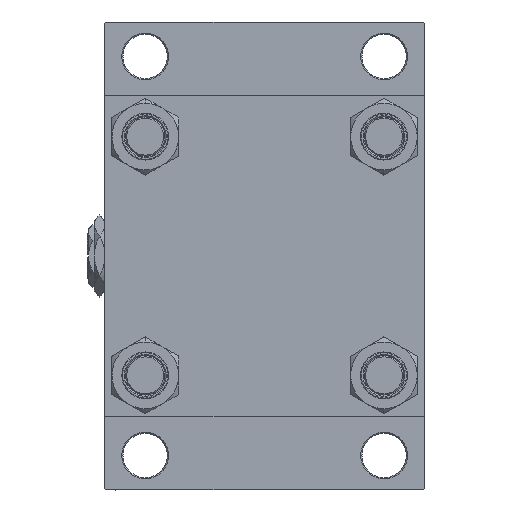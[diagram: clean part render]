
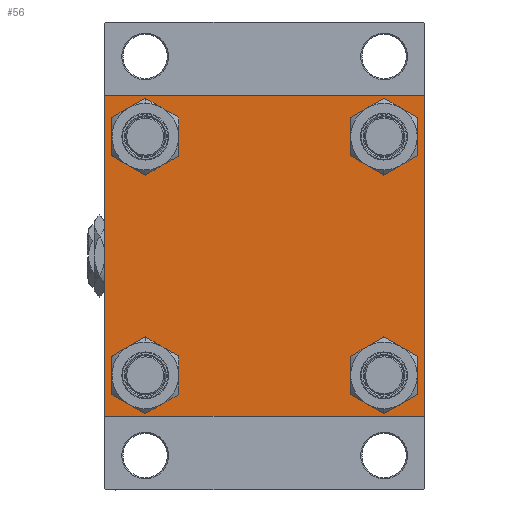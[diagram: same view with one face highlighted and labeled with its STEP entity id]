
A CAD part, left-side view. The second image highlights one B-rep face of the part: STEP entity #56.
In plain terms, the highlighted planar face has unit normal (-1, 0, 0).
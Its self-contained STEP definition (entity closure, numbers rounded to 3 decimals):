
#56 = ADVANCED_FACE ( 'NONE', ( #1293, #36279, #9840, #43836, #5315 ), #9340, .T. ) ;
#116 = ORIENTED_EDGE ( 'NONE', *, *, #17510, .T. ) ;
#183 = CARTESIAN_POINT ( 'NONE',  ( 0., 48.45, -56.95 ) ) ;
#322 = CARTESIAN_POINT ( 'NONE',  ( 0., -65., -64.5 ) ) ;
#435 = DIRECTION ( 'NONE',  ( 0., 0., -1. ) ) ;
#968 = EDGE_LOOP ( 'NONE', ( #31632, #47496, #10906, #31100, #11928, #116, #14699, #9140 ) ) ;
#1293 = FACE_BOUND ( 'NONE', #11064, .T. ) ;
#1963 = DIRECTION ( 'NONE',  ( 0., -0.707, 0.707 ) ) ;
#2514 = CIRCLE ( 'NONE', #41100, 8.5 ) ;
#2539 = VERTEX_POINT ( 'NONE', #6020 ) ;
#3295 = CARTESIAN_POINT ( 'NONE',  ( 0., -48.45, 39.95 ) ) ;
#3499 = CARTESIAN_POINT ( 'NONE',  ( 0., -48.45, 48.45 ) ) ;
#3821 = CIRCLE ( 'NONE', #7049, 8.5 ) ;
#3873 = VECTOR ( 'NONE', #435, 1000. ) ;
#4136 = CARTESIAN_POINT ( 'NONE',  ( 0., 64.5, 65. ) ) ;
#4729 = EDGE_CURVE ( 'NONE', #13927, #5077, #2514, .T. ) ;
#4869 = EDGE_CURVE ( 'NONE', #41825, #5822, #43524, .T. ) ;
#5030 = DIRECTION ( 'NONE',  ( 0., 0.707, -0.707 ) ) ;
#5077 = VERTEX_POINT ( 'NONE', #5189 ) ;
#5108 = ORIENTED_EDGE ( 'NONE', *, *, #14633, .T. ) ;
#5189 = CARTESIAN_POINT ( 'NONE',  ( 0., -48.45, 56.95 ) ) ;
#5315 = FACE_OUTER_BOUND ( 'NONE', #968, .T. ) ;
#5701 = ORIENTED_EDGE ( 'NONE', *, *, #23871, .T. ) ;
#5822 = VERTEX_POINT ( 'NONE', #183 ) ;
#6020 = CARTESIAN_POINT ( 'NONE',  ( 0., 48.45, 56.95 ) ) ;
#6098 = CARTESIAN_POINT ( 'NONE',  ( 0., 48.45, 48.45 ) ) ;
#6484 = VERTEX_POINT ( 'NONE', #8324 ) ;
#6803 = EDGE_LOOP ( 'NONE', ( #21050, #40045 ) ) ;
#7049 = AXIS2_PLACEMENT_3D ( 'NONE', #3499, #26165, #18864 ) ;
#8098 = EDGE_CURVE ( 'NONE', #5822, #41825, #24229, .T. ) ;
#8226 = LINE ( 'NONE', #46766, #3873 ) ;
#8324 = CARTESIAN_POINT ( 'NONE',  ( 0., 48.45, 39.95 ) ) ;
#9140 = ORIENTED_EDGE ( 'NONE', *, *, #48766, .T. ) ;
#9340 = PLANE ( 'NONE',  #15000 ) ;
#9723 = CARTESIAN_POINT ( 'NONE',  ( 0., 64.75, -64.75 ) ) ;
#9840 = FACE_BOUND ( 'NONE', #6803, .T. ) ;
#9881 = DIRECTION ( 'NONE',  ( 0., 0., 1. ) ) ;
#10725 = CARTESIAN_POINT ( 'NONE',  ( 0., 64.5, -65. ) ) ;
#10857 = CARTESIAN_POINT ( 'NONE',  ( 0., 48.45, -39.95 ) ) ;
#10875 = VERTEX_POINT ( 'NONE', #17690 ) ;
#10906 = ORIENTED_EDGE ( 'NONE', *, *, #12535, .T. ) ;
#11064 = EDGE_LOOP ( 'NONE', ( #11502, #25748 ) ) ;
#11331 = AXIS2_PLACEMENT_3D ( 'NONE', #12483, #46237, #12738 ) ;
#11339 = AXIS2_PLACEMENT_3D ( 'NONE', #43527, #16845, #23897 ) ;
#11502 = ORIENTED_EDGE ( 'NONE', *, *, #26365, .T. ) ;
#11541 = CIRCLE ( 'NONE', #26035, 8.5 ) ;
#11769 = CARTESIAN_POINT ( 'NONE',  ( 0., -64.5, 65. ) ) ;
#11799 = CARTESIAN_POINT ( 'NONE',  ( 0., -48.45, 48.45 ) ) ;
#11928 = ORIENTED_EDGE ( 'NONE', *, *, #23719, .F. ) ;
#12154 = CARTESIAN_POINT ( 'NONE',  ( 0., -65., 64.5 ) ) ;
#12483 = CARTESIAN_POINT ( 'NONE',  ( 0., 48.45, -48.45 ) ) ;
#12535 = EDGE_CURVE ( 'NONE', #42435, #44784, #36171, .T. ) ;
#12728 = VERTEX_POINT ( 'NONE', #4136 ) ;
#12738 = DIRECTION ( 'NONE',  ( 0., 0., 1. ) ) ;
#13735 = DIRECTION ( 'NONE',  ( 0., -1., 0. ) ) ;
#13911 = VERTEX_POINT ( 'NONE', #48658 ) ;
#13927 = VERTEX_POINT ( 'NONE', #3295 ) ;
#14633 = EDGE_CURVE ( 'NONE', #42130, #13911, #11541, .T. ) ;
#14699 = ORIENTED_EDGE ( 'NONE', *, *, #43470, .F. ) ;
#14992 = VECTOR ( 'NONE', #42662, 1000. ) ;
#15000 = AXIS2_PLACEMENT_3D ( 'NONE', #16644, #42631, #21183 ) ;
#16644 = CARTESIAN_POINT ( 'NONE',  ( 0., 0., 0. ) ) ;
#16845 = DIRECTION ( 'NONE',  ( 1., 0., 0. ) ) ;
#17510 = EDGE_CURVE ( 'NONE', #43589, #28659, #42044, .T. ) ;
#17690 = CARTESIAN_POINT ( 'NONE',  ( 0., 65., -64.5 ) ) ;
#18348 = CARTESIAN_POINT ( 'NONE',  ( 0., 65., 64.5 ) ) ;
#18864 = DIRECTION ( 'NONE',  ( 0., 0., 1. ) ) ;
#20553 = LINE ( 'NONE', #40414, #27930 ) ;
#21050 = ORIENTED_EDGE ( 'NONE', *, *, #4869, .T. ) ;
#21113 = DIRECTION ( 'NONE',  ( 1., 0., 0. ) ) ;
#21183 = DIRECTION ( 'NONE',  ( 0., 0., 1. ) ) ;
#21421 = AXIS2_PLACEMENT_3D ( 'NONE', #6098, #44382, #9881 ) ;
#22040 = CIRCLE ( 'NONE', #24458, 8.5 ) ;
#22903 = DIRECTION ( 'NONE',  ( 0., 0., 1. ) ) ;
#23719 = EDGE_CURVE ( 'NONE', #43589, #33177, #38630, .T. ) ;
#23871 = EDGE_CURVE ( 'NONE', #2539, #6484, #43103, .T. ) ;
#23897 = DIRECTION ( 'NONE',  ( 0., 0., 1. ) ) ;
#24060 = DIRECTION ( 'NONE',  ( 0., 0., 1. ) ) ;
#24229 = CIRCLE ( 'NONE', #11331, 8.5 ) ;
#24458 = AXIS2_PLACEMENT_3D ( 'NONE', #34685, #42492, #47044 ) ;
#24601 = EDGE_CURVE ( 'NONE', #44784, #33177, #39701, .T. ) ;
#24838 = LINE ( 'NONE', #9723, #43088 ) ;
#25408 = CARTESIAN_POINT ( 'NONE',  ( 0., -64.5, -65. ) ) ;
#25748 = ORIENTED_EDGE ( 'NONE', *, *, #4729, .T. ) ;
#26035 = AXIS2_PLACEMENT_3D ( 'NONE', #40155, #43688, #24060 ) ;
#26165 = DIRECTION ( 'NONE',  ( 1., 0., 0. ) ) ;
#26365 = EDGE_CURVE ( 'NONE', #5077, #13927, #3821, .T. ) ;
#26942 = CARTESIAN_POINT ( 'NONE',  ( 0., -64.75, 64.75 ) ) ;
#27854 = EDGE_LOOP ( 'NONE', ( #5701, #43782 ) ) ;
#27930 = VECTOR ( 'NONE', #13735, 1000. ) ;
#28522 = VERTEX_POINT ( 'NONE', #18348 ) ;
#28561 = VECTOR ( 'NONE', #42535, 1000. ) ;
#28650 = DIRECTION ( 'NONE',  ( 0., 0., 1. ) ) ;
#28659 = VERTEX_POINT ( 'NONE', #11769 ) ;
#28875 = DIRECTION ( 'NONE',  ( 0., -1., 0. ) ) ;
#29118 = CARTESIAN_POINT ( 'NONE',  ( 0., 65., -65. ) ) ;
#30764 = VECTOR ( 'NONE', #28875, 1000. ) ;
#31078 = CARTESIAN_POINT ( 'NONE',  ( 0., -65., 65. ) ) ;
#31100 = ORIENTED_EDGE ( 'NONE', *, *, #24601, .T. ) ;
#31632 = ORIENTED_EDGE ( 'NONE', *, *, #48181, .T. ) ;
#33177 = VERTEX_POINT ( 'NONE', #322 ) ;
#33469 = EDGE_LOOP ( 'NONE', ( #42752, #5108 ) ) ;
#34214 = DIRECTION ( 'NONE',  ( 1., 0., 0. ) ) ;
#34685 = CARTESIAN_POINT ( 'NONE',  ( 0., 48.45, 48.45 ) ) ;
#34805 = EDGE_CURVE ( 'NONE', #6484, #2539, #22040, .T. ) ;
#36171 = LINE ( 'NONE', #29118, #30764 ) ;
#36279 = FACE_BOUND ( 'NONE', #33469, .T. ) ;
#36498 = LINE ( 'NONE', #44310, #37656 ) ;
#36658 = DIRECTION ( 'NONE',  ( 0., -0.707, -0.707 ) ) ;
#37656 = VECTOR ( 'NONE', #5030, 1000. ) ;
#37975 = CARTESIAN_POINT ( 'NONE',  ( 0., -48.45, -56.95 ) ) ;
#38311 = VECTOR ( 'NONE', #1963, 1000. ) ;
#38630 = LINE ( 'NONE', #31078, #14992 ) ;
#39701 = LINE ( 'NONE', #47301, #38311 ) ;
#40045 = ORIENTED_EDGE ( 'NONE', *, *, #8098, .T. ) ;
#40054 = EDGE_CURVE ( 'NONE', #10875, #42435, #24838, .T. ) ;
#40155 = CARTESIAN_POINT ( 'NONE',  ( 0., -48.45, -48.45 ) ) ;
#40414 = CARTESIAN_POINT ( 'NONE',  ( 0., 65., 65. ) ) ;
#41100 = AXIS2_PLACEMENT_3D ( 'NONE', #11799, #34214, #22903 ) ;
#41825 = VERTEX_POINT ( 'NONE', #10857 ) ;
#42044 = LINE ( 'NONE', #26942, #28561 ) ;
#42130 = VERTEX_POINT ( 'NONE', #37975 ) ;
#42367 = EDGE_CURVE ( 'NONE', #13911, #42130, #46405, .T. ) ;
#42435 = VERTEX_POINT ( 'NONE', #10725 ) ;
#42492 = DIRECTION ( 'NONE',  ( 1., 0., 0. ) ) ;
#42535 = DIRECTION ( 'NONE',  ( 0., 0.707, 0.707 ) ) ;
#42631 = DIRECTION ( 'NONE',  ( -1., 0., 0. ) ) ;
#42662 = DIRECTION ( 'NONE',  ( 0., 0., -1. ) ) ;
#42752 = ORIENTED_EDGE ( 'NONE', *, *, #42367, .T. ) ;
#43088 = VECTOR ( 'NONE', #36658, 1000. ) ;
#43103 = CIRCLE ( 'NONE', #21421, 8.5 ) ;
#43470 = EDGE_CURVE ( 'NONE', #12728, #28659, #20553, .T. ) ;
#43524 = CIRCLE ( 'NONE', #11339, 8.5 ) ;
#43527 = CARTESIAN_POINT ( 'NONE',  ( 0., 48.45, -48.45 ) ) ;
#43589 = VERTEX_POINT ( 'NONE', #12154 ) ;
#43688 = DIRECTION ( 'NONE',  ( 1., 0., 0. ) ) ;
#43782 = ORIENTED_EDGE ( 'NONE', *, *, #34805, .T. ) ;
#43836 = FACE_BOUND ( 'NONE', #27854, .T. ) ;
#44310 = CARTESIAN_POINT ( 'NONE',  ( 0., 64.75, 64.75 ) ) ;
#44382 = DIRECTION ( 'NONE',  ( 1., 0., 0. ) ) ;
#44784 = VERTEX_POINT ( 'NONE', #25408 ) ;
#46237 = DIRECTION ( 'NONE',  ( 1., 0., 0. ) ) ;
#46405 = CIRCLE ( 'NONE', #48056, 8.5 ) ;
#46766 = CARTESIAN_POINT ( 'NONE',  ( 0., 65., 65. ) ) ;
#47044 = DIRECTION ( 'NONE',  ( 0., 0., 1. ) ) ;
#47301 = CARTESIAN_POINT ( 'NONE',  ( 0., -64.75, -64.75 ) ) ;
#47496 = ORIENTED_EDGE ( 'NONE', *, *, #40054, .T. ) ;
#48056 = AXIS2_PLACEMENT_3D ( 'NONE', #48314, #21113, #28650 ) ;
#48181 = EDGE_CURVE ( 'NONE', #28522, #10875, #8226, .T. ) ;
#48314 = CARTESIAN_POINT ( 'NONE',  ( 0., -48.45, -48.45 ) ) ;
#48658 = CARTESIAN_POINT ( 'NONE',  ( 0., -48.45, -39.95 ) ) ;
#48766 = EDGE_CURVE ( 'NONE', #12728, #28522, #36498, .T. ) ;
